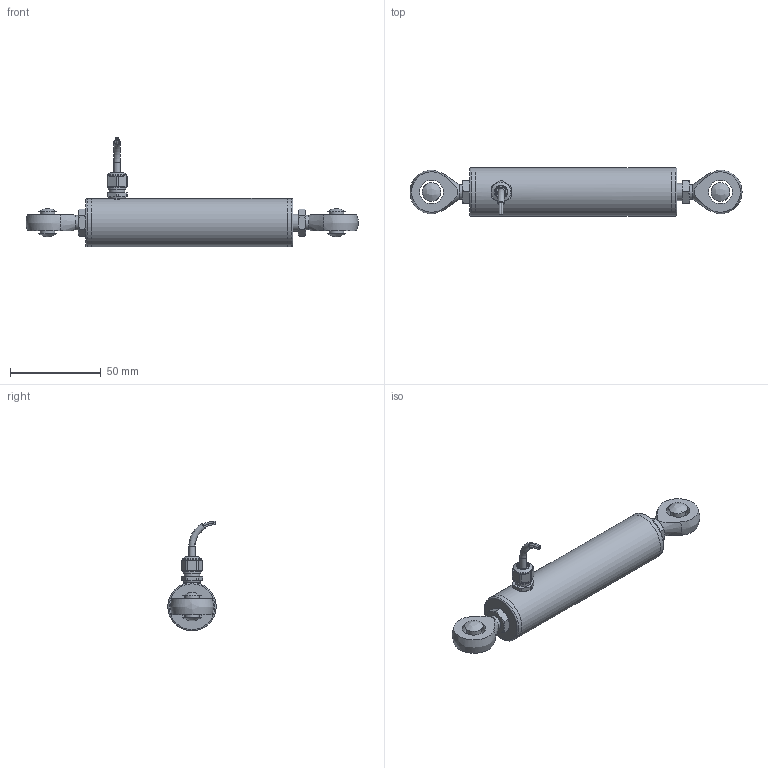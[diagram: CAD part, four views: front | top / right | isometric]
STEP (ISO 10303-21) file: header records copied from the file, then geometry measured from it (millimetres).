
FILE_DESCRIPTION (( 'STEP AP214' ), '1' );
FILE_NAME ('LRE27-025R-00-10A.STEP', '2020-04-14T16:35:39', ( '' ), ( '' ), 'SwSTEP 2.0', 'SolidWorks 2019', '' );
FILE_SCHEMA (( 'AUTOMOTIVE_DESIGN' ));
Length unit declared in the file: inch
Products named in the file (1): LRE27-025R-00-10A
Bounding box: 182.89 x 26.67 x 60.5 mm (x, y, z)
Volume: 46809.5 mm3; surface area: 36766.7 mm2
Topology: 17 solids, 19 shells, 227 faces, 475 edges, 306 vertices
Faces by surface type: plane 82, cone 57, cylinder 55, torus 18, bspline 15
Full cylindrical faces by diameter (mm): 1 x4, 2.7 x1, 3.5 x2, 5.1 x1, 5.2 x1, 6.466 x2, 6.7 x1, 6.8 x2, 6.972 x1, 8 x5, 8.56 x2, 8.596 x1, 9 x1, 9.15 x1, 9.461 x3, 9.525 x1, 9.794 x1, 9.804 x1, 10.9 x2, 12.675 x1, 12.7 x1, 20.955 x1, 21.539 x2, 21.615 x2, 26.67 x3
Entity records: 9293 total; most frequent: CARTESIAN_POINT 4878, DIRECTION 851, ORIENTED_EDGE 702, AXIS2_PLACEMENT_3D 397, EDGE_LOOP 360, EDGE_CURVE 351, FACE_OUTER_BOUND 286, VERTEX_POINT 267
